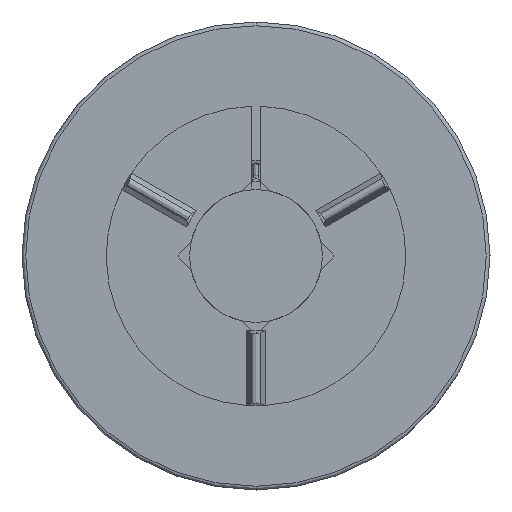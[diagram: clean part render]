
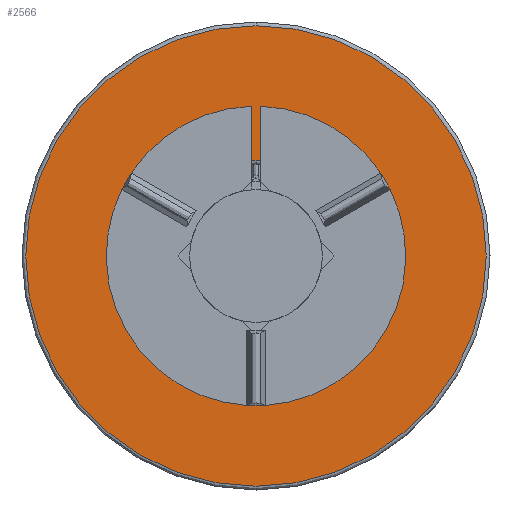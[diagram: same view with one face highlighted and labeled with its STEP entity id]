
A CAD part, front view. The second image highlights one B-rep face of the part: STEP entity #2566.
In plain terms, the highlighted planar face has unit normal (0, -1, 0).
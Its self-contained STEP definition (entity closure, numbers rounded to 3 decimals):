
#80 = CARTESIAN_POINT ( 'NONE',  ( 0., 6.1, 5.1 ) ) ;
#87 = AXIS2_PLACEMENT_3D ( 'NONE', #7665, #2561, #5108 ) ;
#126 = AXIS2_PLACEMENT_3D ( 'NONE', #1091, #5492, #6209 ) ;
#358 = FACE_OUTER_BOUND ( 'NONE', #2450, .T. ) ;
#437 = VERTEX_POINT ( 'NONE', #1641 ) ;
#488 = ORIENTED_EDGE ( 'NONE', *, *, #7725, .T. ) ;
#502 = CIRCLE ( 'NONE', #1052, 12.3 ) ;
#776 = AXIS2_PLACEMENT_3D ( 'NONE', #6231, #2823, #8005 ) ;
#1025 = EDGE_LOOP ( 'NONE', ( #3593, #2840 ) ) ;
#1052 = AXIS2_PLACEMENT_3D ( 'NONE', #7147, #2040, #4584 ) ;
#1091 = CARTESIAN_POINT ( 'NONE',  ( 4.9, 6.1, 0. ) ) ;
#1641 = CARTESIAN_POINT ( 'NONE',  ( 0., 6.1, -5.1 ) ) ;
#1922 = ORIENTED_EDGE ( 'NONE', *, *, #5022, .T. ) ;
#2040 = DIRECTION ( 'NONE',  ( 0., -1., 0. ) ) ;
#2257 = PLANE ( 'NONE',  #126 ) ;
#2450 = EDGE_LOOP ( 'NONE', ( #1922, #488 ) ) ;
#2503 = DIRECTION ( 'NONE',  ( 0., 0., 1. ) ) ;
#2561 = DIRECTION ( 'NONE',  ( 0., 1., 0. ) ) ;
#2566 = ADVANCED_FACE ( 'NONE', ( #7395, #358 ), #2257, .F. ) ;
#2823 = DIRECTION ( 'NONE',  ( 0., 1., 0. ) ) ;
#2840 = ORIENTED_EDGE ( 'NONE', *, *, #7566, .T. ) ;
#3552 = AXIS2_PLACEMENT_3D ( 'NONE', #5576, #7013, #2503 ) ;
#3593 = ORIENTED_EDGE ( 'NONE', *, *, #8240, .T. ) ;
#3832 = CIRCLE ( 'NONE', #87, 5.1 ) ;
#4013 = VERTEX_POINT ( 'NONE', #4287 ) ;
#4287 = CARTESIAN_POINT ( 'NONE',  ( 0., 6.1, -12.3 ) ) ;
#4584 = DIRECTION ( 'NONE',  ( 0., 0., 1. ) ) ;
#4771 = CIRCLE ( 'NONE', #776, 5.1 ) ;
#5022 = EDGE_CURVE ( 'NONE', #6256, #4013, #7469, .T. ) ;
#5108 = DIRECTION ( 'NONE',  ( 0., 0., 1. ) ) ;
#5492 = DIRECTION ( 'NONE',  ( 0., 1., 0. ) ) ;
#5576 = CARTESIAN_POINT ( 'NONE',  ( 0., 6.1, 0. ) ) ;
#5807 = VERTEX_POINT ( 'NONE', #80 ) ;
#6209 = DIRECTION ( 'NONE',  ( 0., 0., 1. ) ) ;
#6231 = CARTESIAN_POINT ( 'NONE',  ( 0., 6.1, 0. ) ) ;
#6256 = VERTEX_POINT ( 'NONE', #6946 ) ;
#6946 = CARTESIAN_POINT ( 'NONE',  ( 0., 6.1, 12.3 ) ) ;
#7013 = DIRECTION ( 'NONE',  ( 0., -1., 0. ) ) ;
#7147 = CARTESIAN_POINT ( 'NONE',  ( 0., 6.1, 0. ) ) ;
#7395 = FACE_BOUND ( 'NONE', #1025, .T. ) ;
#7469 = CIRCLE ( 'NONE', #3552, 12.3 ) ;
#7566 = EDGE_CURVE ( 'NONE', #437, #5807, #4771, .T. ) ;
#7665 = CARTESIAN_POINT ( 'NONE',  ( 0., 6.1, 0. ) ) ;
#7725 = EDGE_CURVE ( 'NONE', #4013, #6256, #502, .T. ) ;
#8005 = DIRECTION ( 'NONE',  ( 0., 0., 1. ) ) ;
#8240 = EDGE_CURVE ( 'NONE', #5807, #437, #3832, .T. ) ;
